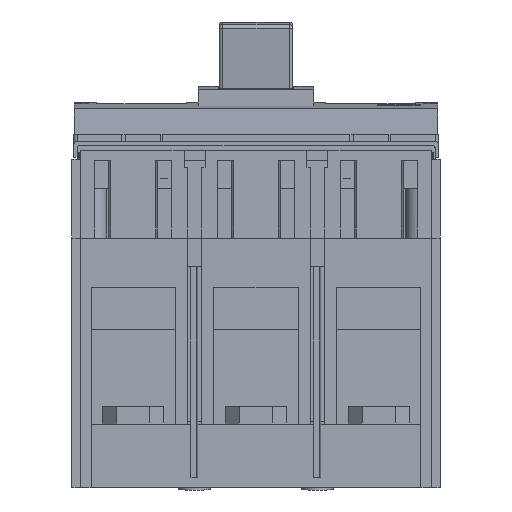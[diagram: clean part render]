
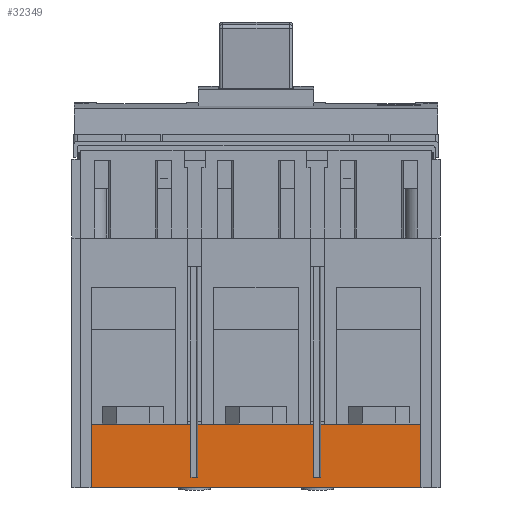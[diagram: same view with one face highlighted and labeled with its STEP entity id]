
A CAD part, front view. The second image highlights one B-rep face of the part: STEP entity #32349.
In plain terms, the highlighted planar face has unit normal (0, -1, 0).
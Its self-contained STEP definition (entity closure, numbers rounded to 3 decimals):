
#2387 = VECTOR ( 'NONE', #89742, 1000. ) ;
#2563 = DIRECTION ( 'NONE',  ( -1., 0., 0. ) ) ;
#3614 = EDGE_CURVE ( 'NONE', #73272, #7643, #97279, .T. ) ;
#4663 = CARTESIAN_POINT ( 'NONE',  ( -23.311, -53.401, -38.056 ) ) ;
#5950 = LINE ( 'NONE', #43861, #65892 ) ;
#7643 = VERTEX_POINT ( 'NONE', #86245 ) ;
#7880 = DIRECTION ( 'NONE',  ( 0., 0., 1. ) ) ;
#9495 = VECTOR ( 'NONE', #7880, 1000. ) ;
#14968 = ORIENTED_EDGE ( 'NONE', *, *, #29860, .F. ) ;
#15518 = ORIENTED_EDGE ( 'NONE', *, *, #3614, .F. ) ;
#21550 = ORIENTED_EDGE ( 'NONE', *, *, #95110, .F. ) ;
#23598 = ORIENTED_EDGE ( 'NONE', *, *, #26682, .T. ) ;
#25222 = CARTESIAN_POINT ( 'NONE',  ( 46.689, -53.401, -38.056 ) ) ;
#26682 = EDGE_CURVE ( 'NONE', #68987, #80206, #67466, .T. ) ;
#27392 = DIRECTION ( 'NONE',  ( 0., 0., -1. ) ) ;
#29860 = EDGE_CURVE ( 'NONE', #7643, #80206, #98753, .T. ) ;
#32349 = ADVANCED_FACE ( 'NONE', ( #92977 ), #77531, .T. ) ;
#34164 = EDGE_LOOP ( 'NONE', ( #14968, #15518, #21550, #23598 ) ) ;
#37965 = CARTESIAN_POINT ( 'NONE',  ( -47.311, -53.401, -38.056 ) ) ;
#43861 = CARTESIAN_POINT ( 'NONE',  ( 46.689, -53.401, -19.856 ) ) ;
#65145 = AXIS2_PLACEMENT_3D ( 'NONE', #73519, #73635, #73427 ) ;
#65892 = VECTOR ( 'NONE', #27392, 1000. ) ;
#67466 = LINE ( 'NONE', #90092, #2387 ) ;
#68987 = VERTEX_POINT ( 'NONE', #104308 ) ;
#73272 = VERTEX_POINT ( 'NONE', #25222 ) ;
#73427 = DIRECTION ( 'NONE',  ( 1., 0., 0. ) ) ;
#73519 = CARTESIAN_POINT ( 'NONE',  ( -23.311, -53.401, -38.056 ) ) ;
#73635 = DIRECTION ( 'NONE',  ( 0., -1., 0. ) ) ;
#77531 = PLANE ( 'NONE',  #65145 ) ;
#80206 = VERTEX_POINT ( 'NONE', #96741 ) ;
#86245 = CARTESIAN_POINT ( 'NONE',  ( -47.311, -53.401, -38.056 ) ) ;
#89742 = DIRECTION ( 'NONE',  ( -1., 0., 0. ) ) ;
#90092 = CARTESIAN_POINT ( 'NONE',  ( -23.311, -53.401, -19.856 ) ) ;
#92977 = FACE_OUTER_BOUND ( 'NONE', #34164, .T. ) ;
#95110 = EDGE_CURVE ( 'NONE', #68987, #73272, #5950, .T. ) ;
#96695 = VECTOR ( 'NONE', #2563, 1000. ) ;
#96741 = CARTESIAN_POINT ( 'NONE',  ( -47.311, -53.401, -19.856 ) ) ;
#97279 = LINE ( 'NONE', #4663, #96695 ) ;
#98753 = LINE ( 'NONE', #37965, #9495 ) ;
#104308 = CARTESIAN_POINT ( 'NONE',  ( 46.689, -53.401, -19.856 ) ) ;
